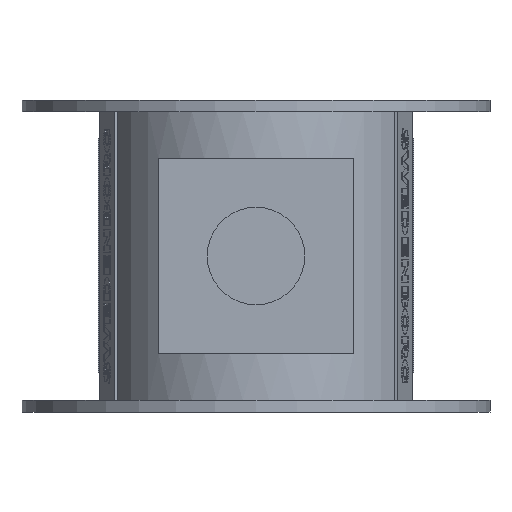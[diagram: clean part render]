
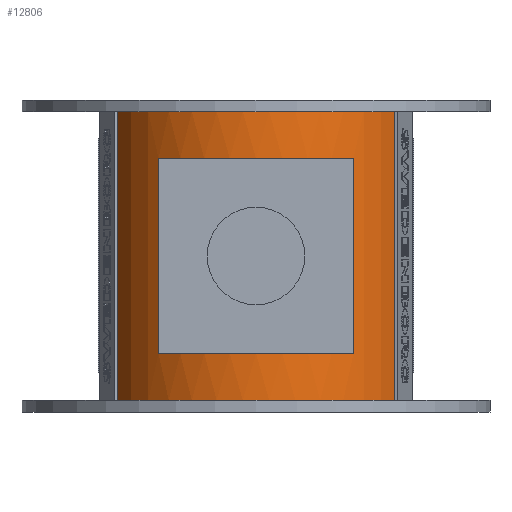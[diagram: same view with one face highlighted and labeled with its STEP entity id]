
A CAD part, left-side view. The second image highlights one B-rep face of the part: STEP entity #12806.
In plain terms, the highlighted cylindrical face has radius 79 mm (diameter 158 mm), a partial arc.
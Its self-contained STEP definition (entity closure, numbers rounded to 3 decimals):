
#15=CYLINDRICAL_SURFACE('',#13338,79.);
#80=CIRCLE('',#13318,79.);
#83=CIRCLE('',#13327,79.);
#94=CIRCLE('',#13339,79.);
#95=CIRCLE('',#13340,79.);
#227=FACE_BOUND('',#1934,.T.);
#1228=FACE_OUTER_BOUND('',#1933,.T.);
#1933=EDGE_LOOP('',(#10994,#10995,#10996,#10997));
#1934=EDGE_LOOP('',(#10998,#10999,#11000,#11001));
#3231=LINE('',#21898,#4534);
#3258=LINE('',#22001,#4561);
#3259=LINE('',#22006,#4562);
#3260=LINE('',#22009,#4563);
#4534=VECTOR('',#15423,10.);
#4561=VECTOR('',#15522,10.);
#4562=VECTOR('',#15525,10.);
#4563=VECTOR('',#15528,10.);
#6072=VERTEX_POINT('',#21895);
#6073=VERTEX_POINT('',#21897);
#6094=VERTEX_POINT('',#21945);
#6100=VERTEX_POINT('',#21970);
#6114=VERTEX_POINT('',#22002);
#6115=VERTEX_POINT('',#22003);
#6116=VERTEX_POINT('',#22005);
#6117=VERTEX_POINT('',#22007);
#7752=EDGE_CURVE('',#6073,#6072,#3231,.T.);
#7777=EDGE_CURVE('',#6072,#6094,#80,.T.);
#7789=EDGE_CURVE('',#6100,#6073,#83,.T.);
#7805=EDGE_CURVE('',#6094,#6100,#3258,.T.);
#7806=EDGE_CURVE('',#6114,#6115,#94,.T.);
#7807=EDGE_CURVE('',#6115,#6116,#3259,.T.);
#7808=EDGE_CURVE('',#6116,#6117,#95,.T.);
#7809=EDGE_CURVE('',#6117,#6114,#3260,.T.);
#10994=ORIENTED_EDGE('',*,*,#7752,.T.);
#10995=ORIENTED_EDGE('',*,*,#7777,.T.);
#10996=ORIENTED_EDGE('',*,*,#7805,.T.);
#10997=ORIENTED_EDGE('',*,*,#7789,.T.);
#10998=ORIENTED_EDGE('',*,*,#7806,.T.);
#10999=ORIENTED_EDGE('',*,*,#7807,.T.);
#11000=ORIENTED_EDGE('',*,*,#7808,.T.);
#11001=ORIENTED_EDGE('',*,*,#7809,.T.);
#12806=ADVANCED_FACE('',(#1228,#227),#15,.T.);
#13318=AXIS2_PLACEMENT_3D('',#21947,#15466,#15467);
#13327=AXIS2_PLACEMENT_3D('',#21971,#15493,#15494);
#13338=AXIS2_PLACEMENT_3D('',#22000,#15520,#15521);
#13339=AXIS2_PLACEMENT_3D('',#22004,#15523,#15524);
#13340=AXIS2_PLACEMENT_3D('',#22008,#15526,#15527);
#15423=DIRECTION('',(0.,0.,1.));
#15466=DIRECTION('center_axis',(0.,0.,-1.));
#15467=DIRECTION('ref_axis',(-1.,0.,0.));
#15493=DIRECTION('center_axis',(0.,0.,1.));
#15494=DIRECTION('ref_axis',(-1.,0.,0.));
#15520=DIRECTION('center_axis',(0.,0.,1.));
#15521=DIRECTION('ref_axis',(-1.,0.,0.));
#15522=DIRECTION('',(0.,0.,-1.));
#15523=DIRECTION('center_axis',(0.,0.,1.));
#15524=DIRECTION('ref_axis',(-1.,0.,0.));
#15525=DIRECTION('',(0.,0.,-1.));
#15526=DIRECTION('center_axis',(0.,0.,-1.));
#15527=DIRECTION('ref_axis',(-1.,0.,0.));
#15528=DIRECTION('',(0.,0.,1.));
#21895=CARTESIAN_POINT('',(-34.564,-71.038,74.));
#21897=CARTESIAN_POINT('',(-34.564,-71.038,-74.));
#21898=CARTESIAN_POINT('',(-34.564,-71.038,0.));
#21945=CARTESIAN_POINT('',(-34.564,71.038,74.));
#21947=CARTESIAN_POINT('Origin',(0.,0.,74.));
#21970=CARTESIAN_POINT('',(-34.564,71.038,-74.));
#21971=CARTESIAN_POINT('Origin',(0.,0.,-74.));
#22000=CARTESIAN_POINT('Origin',(0.,0.,0.));
#22001=CARTESIAN_POINT('',(-34.564,71.038,0.));
#22002=CARTESIAN_POINT('',(-61.164,50.,50.));
#22003=CARTESIAN_POINT('',(-61.164,-50.,50.));
#22004=CARTESIAN_POINT('Origin',(0.,0.,50.));
#22005=CARTESIAN_POINT('',(-61.164,-50.,-50.));
#22006=CARTESIAN_POINT('',(-61.164,-50.,0.));
#22007=CARTESIAN_POINT('',(-61.164,50.,-50.));
#22008=CARTESIAN_POINT('Origin',(0.,0.,-50.));
#22009=CARTESIAN_POINT('',(-61.164,50.,0.));
